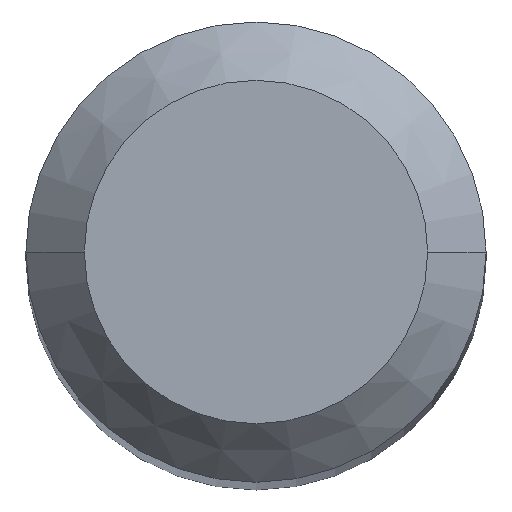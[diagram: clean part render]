
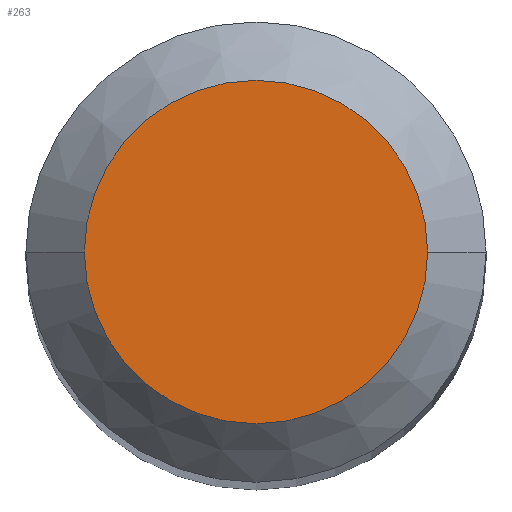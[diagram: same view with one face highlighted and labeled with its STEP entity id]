
A CAD part, top view. The second image highlights one B-rep face of the part: STEP entity #263.
In plain terms, the highlighted planar face has unit normal (0, 0, 1).
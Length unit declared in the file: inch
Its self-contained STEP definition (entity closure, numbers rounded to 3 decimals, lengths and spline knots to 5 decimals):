
#12 = CARTESIAN_POINT ( 'NONE',  ( 0.04405, 0., 1.49606 ) ) ;
#25 = ORIENTED_EDGE ( 'NONE', *, *, #89, .T. ) ;
#42 = DIRECTION ( 'NONE',  ( 1., 0., 0. ) ) ;
#48 = AXIS2_PLACEMENT_3D ( 'NONE', #158, #178, #233 ) ;
#62 = DIRECTION ( 'NONE',  ( 1., 0., 0. ) ) ;
#65 = CARTESIAN_POINT ( 'NONE',  ( 0., 0., 1.49606 ) ) ;
#82 = VERTEX_POINT ( 'NONE', #245 ) ;
#85 = DIRECTION ( 'NONE',  ( 0., 0., 1. ) ) ;
#89 = EDGE_CURVE ( 'NONE', #82, #171, #160, .T. ) ;
#109 = AXIS2_PLACEMENT_3D ( 'NONE', #293, #85, #42 ) ;
#113 = FACE_OUTER_BOUND ( 'NONE', #291, .T. ) ;
#158 = CARTESIAN_POINT ( 'NONE',  ( 0., 0., 1.49606 ) ) ;
#160 = CIRCLE ( 'NONE', #48, 0.04405 ) ;
#161 = CIRCLE ( 'NONE', #109, 0.04405 ) ;
#171 = VERTEX_POINT ( 'NONE', #12 ) ;
#174 = ORIENTED_EDGE ( 'NONE', *, *, #232, .T. ) ;
#178 = DIRECTION ( 'NONE',  ( 0., 0., 1. ) ) ;
#201 = PLANE ( 'NONE',  #203 ) ;
#203 = AXIS2_PLACEMENT_3D ( 'NONE', #65, #230, #62 ) ;
#230 = DIRECTION ( 'NONE',  ( 0., 0., 1. ) ) ;
#232 = EDGE_CURVE ( 'NONE', #171, #82, #161, .T. ) ;
#233 = DIRECTION ( 'NONE',  ( 1., 0., 0. ) ) ;
#245 = CARTESIAN_POINT ( 'NONE',  ( -0.04405, 0., 1.49606 ) ) ;
#263 = ADVANCED_FACE ( 'NONE', ( #113 ), #201, .T. ) ;
#291 = EDGE_LOOP ( 'NONE', ( #25, #174 ) ) ;
#293 = CARTESIAN_POINT ( 'NONE',  ( 0., 0., 1.49606 ) ) ;
